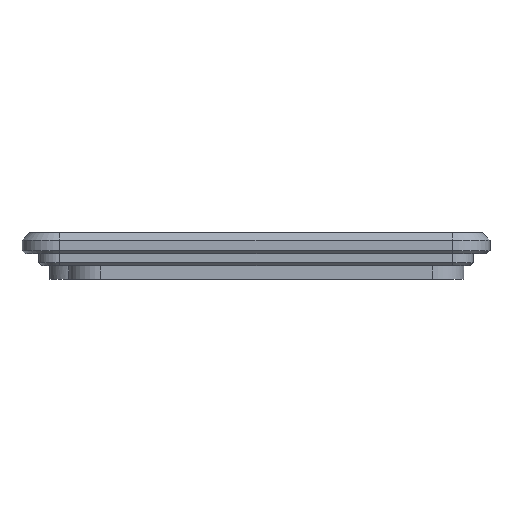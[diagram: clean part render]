
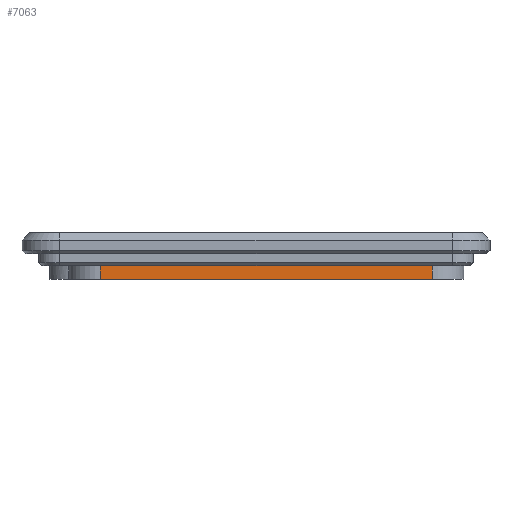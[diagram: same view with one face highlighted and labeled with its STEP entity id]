
A CAD part, front view. The second image highlights one B-rep face of the part: STEP entity #7063.
In plain terms, the highlighted planar face has unit normal (0, -1, 0).
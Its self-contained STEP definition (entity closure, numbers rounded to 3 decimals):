
#491=LINE('',#10800,#1226);
#592=LINE('',#11117,#1327);
#593=LINE('',#11119,#1328);
#594=LINE('',#11121,#1329);
#1226=VECTOR('',#8450,1000.);
#1327=VECTOR('',#8751,1000.);
#1328=VECTOR('',#8754,1000.);
#1329=VECTOR('',#8755,1000.);
#2515=ORIENTED_EDGE('',*,*,#4226,.F.);
#2516=ORIENTED_EDGE('',*,*,#4376,.F.);
#2517=ORIENTED_EDGE('',*,*,#4377,.F.);
#2518=ORIENTED_EDGE('',*,*,#4378,.T.);
#4226=EDGE_CURVE('',#5214,#5215,#491,.T.);
#4376=EDGE_CURVE('',#5330,#5214,#592,.T.);
#4377=EDGE_CURVE('',#5331,#5330,#593,.T.);
#4378=EDGE_CURVE('',#5331,#5215,#594,.T.);
#5214=VERTEX_POINT('',#10799);
#5215=VERTEX_POINT('',#10801);
#5330=VERTEX_POINT('',#11116);
#5331=VERTEX_POINT('',#11120);
#5874=EDGE_LOOP('',(#2515,#2516,#2517,#2518));
#6385=FACE_BOUND('',#5874,.T.);
#6752=PLANE('',#7721);
#7063=ADVANCED_FACE('',(#6385),#6752,.T.);
#7721=AXIS2_PLACEMENT_3D('',#11118,#8752,#8753);
#8450=DIRECTION('',(1.,0.,0.));
#8751=DIRECTION('',(0.,0.,1.));
#8752=DIRECTION('',(0.,-1.,0.));
#8753=DIRECTION('',(0.,0.,-1.));
#8754=DIRECTION('',(-1.,0.,0.));
#8755=DIRECTION('',(0.,0.,1.));
#10799=CARTESIAN_POINT('',(-20.62,-33.32,25.9));
#10800=CARTESIAN_POINT('',(0.,-33.32,25.9));
#10801=CARTESIAN_POINT('',(23.34,-33.32,25.9));
#11116=CARTESIAN_POINT('',(-20.62,-33.32,24.1));
#11117=CARTESIAN_POINT('',(-20.62,-33.32,24.098));
#11118=CARTESIAN_POINT('',(1.36,-33.32,24.098));
#11119=CARTESIAN_POINT('',(1.36,-33.32,24.1));
#11120=CARTESIAN_POINT('',(23.34,-33.32,24.1));
#11121=CARTESIAN_POINT('',(23.34,-33.32,24.098));
